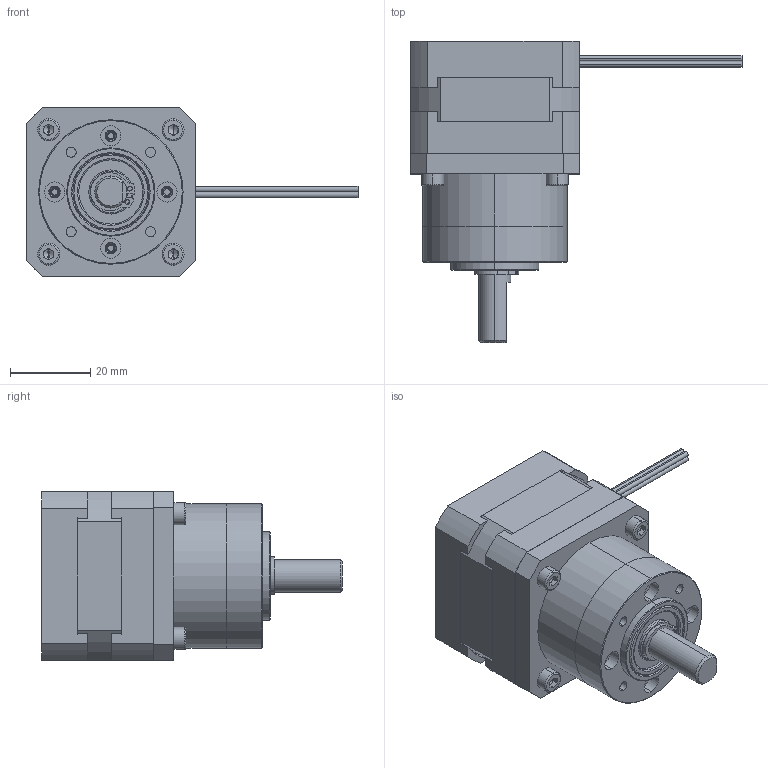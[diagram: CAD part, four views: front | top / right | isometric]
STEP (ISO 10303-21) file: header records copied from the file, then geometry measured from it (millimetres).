
FILE_DESCRIPTION (( 'STEP AP203' ), '1' );
FILE_NAME ('42H233-1684AG5.18.STEP', '2022-10-18T00:52:34', ( '' ), ( '' ), 'SwSTEP 2.0', 'SolidWorks 2020', '' );
FILE_SCHEMA (( 'CONFIG_CONTROL_DESIGN' ));
Length unit declared in the file: millimetre
Products named in the file (13): PLA36-004綴傷裔; 42H233-1684AG5.18; 42隅赽16; PLA36-013齿圈; PLA36-002怀堤粣; 42A-D19; PLA36-003ヶ傷裔; M3蹟隊26; 珨撰熬厒掀; hexagon socket head cap screws gb_GB_FASTENER_SCREWS_HSHCS M3X6-N; 698ZZ 19x8x6; 42B-D19; 粣8縐遠
Assembly tree (19 placements, depth 3):
  42H233-1684AG5.18
    42A-D19
    42B-D19
    42隅赽16
    M3蹟隊26  x4
    珨撰熬厒掀
      PLA36-004綴傷裔
      PLA36-013齿圈
      PLA36-003ヶ傷裔
      PLA36-002怀堤粣
      698ZZ 19x8x6  x2
      粣8縐遠
    hexagon socket head cap screws gb_GB_FASTENER_SCREWS_HSHCS M3X6-N  x4
Bounding box: 82.75 x 75 x 42.3 mm (x, y, z)
Volume: 69209.9 mm3; surface area: 38933.8 mm2
Topology: 22 solids, 22 shells, 916 faces, 2348 edges, 1504 vertices
Faces by surface type: cylinder 569, plane 206, cone 85, torus 56
Entity records: 25049 total; most frequent: DIRECTION 4612, CARTESIAN_POINT 3960, ORIENTED_EDGE 3878, EDGE_CURVE 1939, AXIS2_PLACEMENT_3D 1917, VERTEX_POINT 1257, CIRCLE 1159, EDGE_LOOP 856
